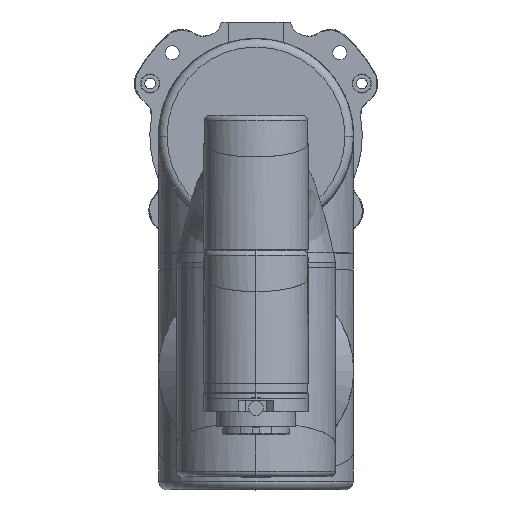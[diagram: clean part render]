
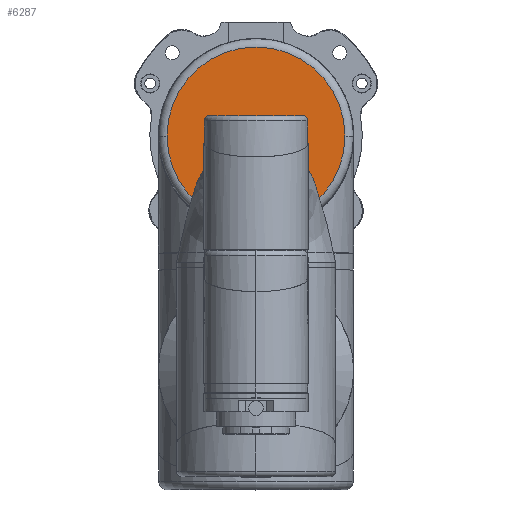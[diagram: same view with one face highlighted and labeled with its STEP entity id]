
A CAD part, top view. The second image highlights one B-rep face of the part: STEP entity #6287.
In plain terms, the highlighted planar face has unit normal (0, 0, 1).
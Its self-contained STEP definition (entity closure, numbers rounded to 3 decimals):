
#369 = ORIENTED_EDGE ( 'NONE', *, *, #9954, .T. ) ;
#1340 = AXIS2_PLACEMENT_3D ( 'NONE', #4620, #4441, #8822 ) ;
#1959 = CARTESIAN_POINT ( 'NONE',  ( 0., 0., 110. ) ) ;
#2338 = DIRECTION ( 'NONE',  ( 1., 0., 0. ) ) ;
#2938 = VERTEX_POINT ( 'NONE', #4817 ) ;
#3199 = FACE_OUTER_BOUND ( 'NONE', #8567, .T. ) ;
#4074 = PLANE ( 'NONE',  #6255 ) ;
#4441 = DIRECTION ( 'NONE',  ( 0., 0., 1. ) ) ;
#4620 = CARTESIAN_POINT ( 'NONE',  ( 0., 0., 110. ) ) ;
#4817 = CARTESIAN_POINT ( 'NONE',  ( 83.8, 0., 110. ) ) ;
#5021 = CARTESIAN_POINT ( 'NONE',  ( -83.8, 0., 110. ) ) ;
#6255 = AXIS2_PLACEMENT_3D ( 'NONE', #1959, #7238, #2338 ) ;
#6287 = ADVANCED_FACE ( 'NONE', ( #3199 ), #4074, .T. ) ;
#7046 = EDGE_CURVE ( 'NONE', #2938, #7506, #11278, .T. ) ;
#7120 = CIRCLE ( 'NONE', #10647, 83.8 ) ;
#7190 = DIRECTION ( 'NONE',  ( 1., 0., 0. ) ) ;
#7238 = DIRECTION ( 'NONE',  ( 0., 0., 1. ) ) ;
#7506 = VERTEX_POINT ( 'NONE', #5021 ) ;
#7721 = CARTESIAN_POINT ( 'NONE',  ( 0., 0., 110. ) ) ;
#8013 = ORIENTED_EDGE ( 'NONE', *, *, #7046, .T. ) ;
#8567 = EDGE_LOOP ( 'NONE', ( #8013, #369 ) ) ;
#8822 = DIRECTION ( 'NONE',  ( 1., 0., 0. ) ) ;
#9954 = EDGE_CURVE ( 'NONE', #7506, #2938, #7120, .T. ) ;
#10647 = AXIS2_PLACEMENT_3D ( 'NONE', #7721, #11267, #7190 ) ;
#11267 = DIRECTION ( 'NONE',  ( 0., 0., 1. ) ) ;
#11278 = CIRCLE ( 'NONE', #1340, 83.8 ) ;
